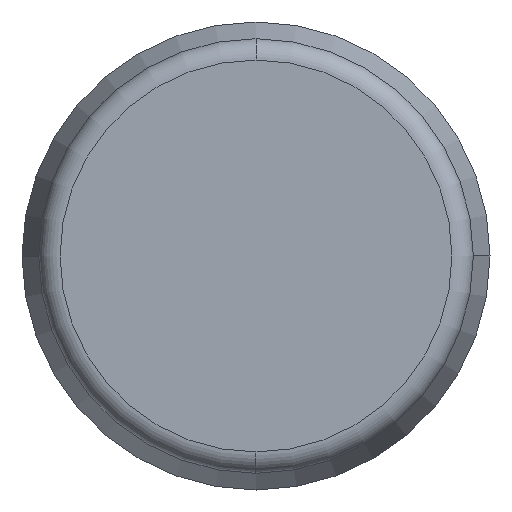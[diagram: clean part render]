
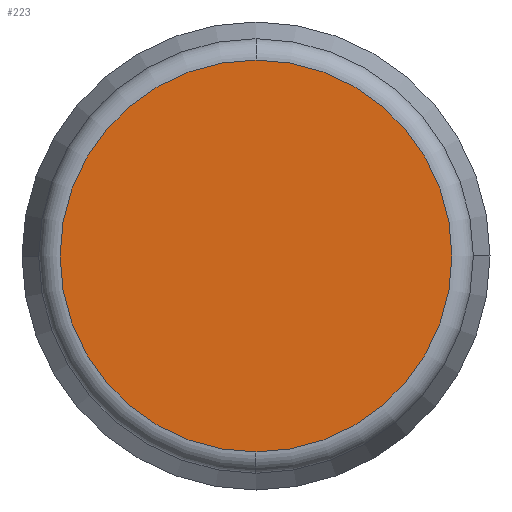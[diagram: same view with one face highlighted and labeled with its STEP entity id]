
A CAD part, front view. The second image highlights one B-rep face of the part: STEP entity #223.
In plain terms, the highlighted planar face has unit normal (0, -1, 0).
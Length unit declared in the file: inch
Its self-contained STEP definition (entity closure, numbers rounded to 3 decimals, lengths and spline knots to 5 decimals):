
#3 = DIRECTION ( 'NONE',  ( 0., 0., -1. ) ) ;
#49 = EDGE_CURVE ( 'NONE', #119, #199, #185, .T. ) ;
#58 = PLANE ( 'NONE',  #383 ) ;
#98 = CARTESIAN_POINT ( 'NONE',  ( 0., 0., 0. ) ) ;
#116 = DIRECTION ( 'NONE',  ( 0., 0., -1. ) ) ;
#119 = VERTEX_POINT ( 'NONE', #159 ) ;
#142 = CARTESIAN_POINT ( 'NONE',  ( 0., 0., 0. ) ) ;
#144 = AXIS2_PLACEMENT_3D ( 'NONE', #98, #277, #213 ) ;
#148 = DIRECTION ( 'NONE',  ( 0., -1., 0. ) ) ;
#159 = CARTESIAN_POINT ( 'NONE',  ( 0., 0., 0.18313 ) ) ;
#178 = FACE_OUTER_BOUND ( 'NONE', #279, .T. ) ;
#185 = CIRCLE ( 'NONE', #144, 0.18313 ) ;
#199 = VERTEX_POINT ( 'NONE', #266 ) ;
#207 = DIRECTION ( 'NONE',  ( 0., -1., 0. ) ) ;
#208 = AXIS2_PLACEMENT_3D ( 'NONE', #142, #207, #116 ) ;
#213 = DIRECTION ( 'NONE',  ( 0., 0., -1. ) ) ;
#223 = ADVANCED_FACE ( 'NONE', ( #178 ), #58, .T. ) ;
#236 = ORIENTED_EDGE ( 'NONE', *, *, #278, .T. ) ;
#266 = CARTESIAN_POINT ( 'NONE',  ( 0., 0., -0.18313 ) ) ;
#277 = DIRECTION ( 'NONE',  ( 0., -1., 0. ) ) ;
#278 = EDGE_CURVE ( 'NONE', #199, #119, #377, .T. ) ;
#279 = EDGE_LOOP ( 'NONE', ( #236, #352 ) ) ;
#298 = CARTESIAN_POINT ( 'NONE',  ( 0., 0., 0. ) ) ;
#352 = ORIENTED_EDGE ( 'NONE', *, *, #49, .T. ) ;
#377 = CIRCLE ( 'NONE', #208, 0.18313 ) ;
#383 = AXIS2_PLACEMENT_3D ( 'NONE', #298, #148, #3 ) ;
